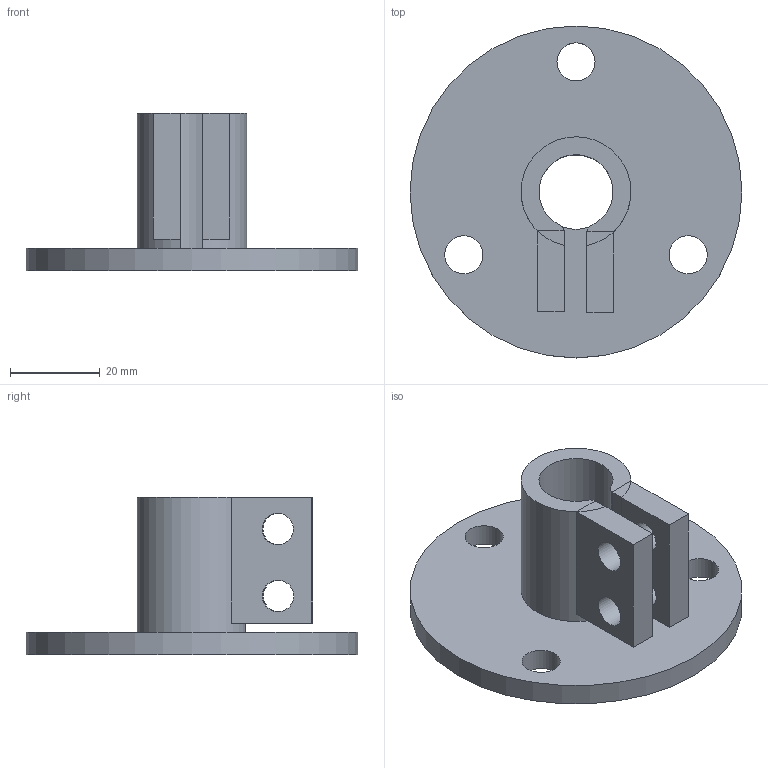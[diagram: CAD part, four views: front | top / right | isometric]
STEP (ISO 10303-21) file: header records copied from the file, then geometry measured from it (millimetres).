
FILE_DESCRIPTION(/* description */ ('','CAx-IF Rec.Pracs.---Representation and Presentation of Product Manufacturing Information (PMI)---4.0---2014-10-13'),/* implementation_level */ '2;1');
FILE_NAME(/* name */ 'Support ROUES v7 F.step',/* time_stamp */ '2025-01-21T14:55:25+01:00',/* author */ (''),/* organization */ (''),/* preprocessor_version */ 'ST-DEVELOPER v20',/* originating_system */ 'Autodesk Translation Framework v13.20.0.188',/* authorisation */ '');
FILE_SCHEMA (('AP242_MANAGED_MODEL_BASED_3D_ENGINEERING_MIM_LF { 1 0 10303 442 1 1 4 }'));
Length unit declared in the file: metre
Products named in the file (1): Support ROUES v2
Bounding box: 74 x 74 x 35 mm (x, y, z)
Volume: 31792.2 mm3; surface area: 17269.6 mm2
Topology: 4 solids, 4 shells, 54 faces, 138 edges, 92 vertices
Faces by surface type: plane 39, cylinder 15
Full cylindrical faces by diameter (mm): 7 x4, 8.5 x3, 16.65 x1, 74 x1
Entity records: 1700 total; most frequent: CARTESIAN_POINT 285, DIRECTION 284, ORIENTED_EDGE 276, EDGE_CURVE 138, LINE 102, VECTOR 102, VERTEX_POINT 92, AXIS2_PLACEMENT_3D 91
